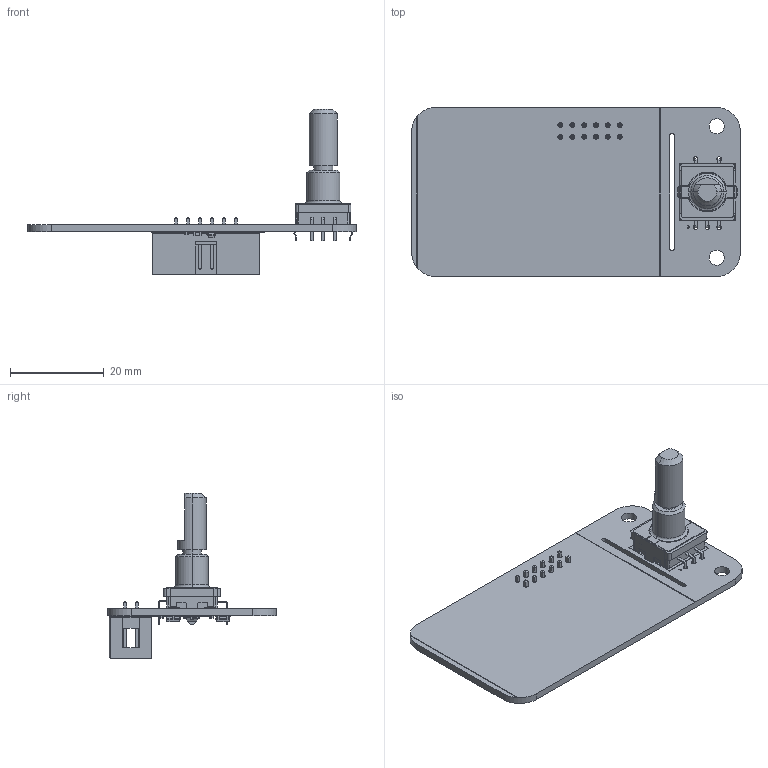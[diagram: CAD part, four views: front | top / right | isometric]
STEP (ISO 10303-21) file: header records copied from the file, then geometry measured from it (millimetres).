
FILE_DESCRIPTION(('KiCad electronic assembly'),'2;1');
FILE_NAME('Display panel.step','2026-02-16T01:44:02',('Pcbnew'),('Kicad' ),'Open CASCADE STEP processor 7.9','KiCad to STEP converter', 'Unknown');
FILE_SCHEMA(('AUTOMOTIVE_DESIGN { 1 0 10303 214 1 1 1 1 }'));
Length unit declared in the file: millimetre
Products named in the file (9): Display panel 1; SW-TH_EC11XXXXXXXX-L11.7-W12.0-H24.5-P2.5-LS14.5; R_0603_1608Metric; SOT-23; C_0603_1608Metric; IDC-Header_2x06_P2.54mm_Vertical; Display panel_silkscreen; Display panel_PCB
Assembly tree (13 placements, depth 2):
  Display panel 1
    SW-TH_EC11XXXXXXXX-L11.7-W12.0-H24.5-P2.5-LS14.5
    R_0603_1608Metric  x4
    SOT-23  x2
    C_0603_1608Metric  x2
    IDC-Header_2x06_P2.54mm_Vertical
    Display panel_silkscreen
    Display panel_silkscreen
    Display panel_PCB
Bounding box: 70 x 36 x 35.28 mm (x, y, z)
Volume: 5730.7 mm3; surface area: 8671.8 mm2
Topology: 28 solids, 61 shells, 1160 faces, 3102 edges, 2075 vertices
Faces by surface type: plane 835, cylinder 174, bspline 144, cone 5, torus 2
Full cylindrical faces by diameter (mm): 1 x23, 3.2 x2
Entity records: 38475 total; most frequent: CARTESIAN_POINT 7626, ORIENTED_EDGE 5063, DIRECTION 4504, EDGE_CURVE 2653, LINE 2036, VECTOR 2036, VERTEX_POINT 1788, AXIS2_PLACEMENT_3D 1234
